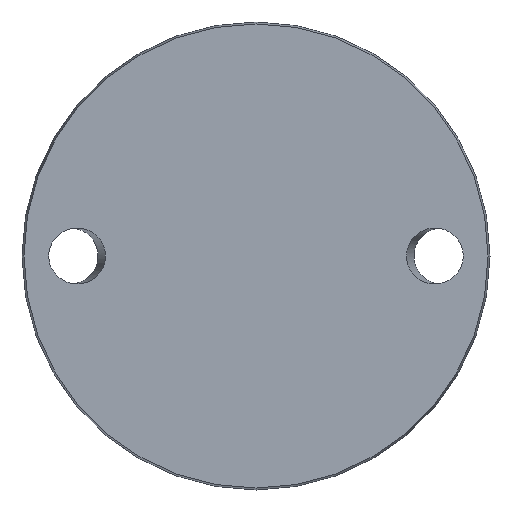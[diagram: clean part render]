
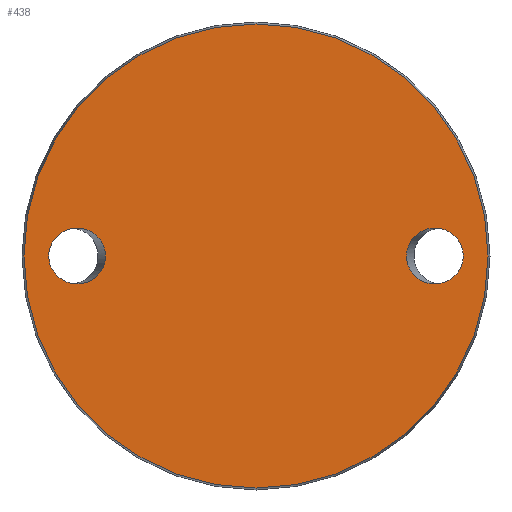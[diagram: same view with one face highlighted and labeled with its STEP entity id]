
A CAD part, front view. The second image highlights one B-rep face of the part: STEP entity #438.
In plain terms, the highlighted planar face has unit normal (0, -1, 0).
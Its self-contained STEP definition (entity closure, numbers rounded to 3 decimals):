
#8 = DIRECTION ( 'NONE',  ( 0., 0., -1. ) ) ;
#28 = EDGE_LOOP ( 'NONE', ( #962 ) ) ;
#34 =( BOUNDED_CURVE ( )  B_SPLINE_CURVE ( 3, ( #919, #618, #549, #83, #854, #164, #539 ),
 .UNSPECIFIED., .T., .T. ) 
 B_SPLINE_CURVE_WITH_KNOTS ( ( 4, 3, 4 ),
 ( 0., 3.142, 6.283 ),
 .UNSPECIFIED. ) 
 CURVE ( )  GEOMETRIC_REPRESENTATION_ITEM ( )  RATIONAL_B_SPLINE_CURVE ( ( 1., 0.333, 0.333, 1., 0.333, 0.333, 1. ) ) 
 REPRESENTATION_ITEM ( '' )  );
#45 = CARTESIAN_POINT ( 'NONE',  ( 0., 0., -68.425 ) ) ;
#67 = CARTESIAN_POINT ( 'NONE',  ( 61.115, 0., -16.5 ) ) ;
#83 = CARTESIAN_POINT ( 'NONE',  ( -44.385, 0., 0. ) ) ;
#91 = CARTESIAN_POINT ( 'NONE',  ( 0., 0., 0. ) ) ;
#109 = AXIS2_PLACEMENT_3D ( 'NONE', #217, #548, #389 ) ;
#116 = VERTEX_POINT ( 'NONE', #192 ) ;
#128 = EDGE_CURVE ( 'NONE', #480, #480, #685, .T. ) ;
#164 = CARTESIAN_POINT ( 'NONE',  ( -61.115, 0., -16.5 ) ) ;
#192 = CARTESIAN_POINT ( 'NONE',  ( -61.115, 0., 0. ) ) ;
#217 = CARTESIAN_POINT ( 'NONE',  ( -68.425, 0., 0. ) ) ;
#222 = CARTESIAN_POINT ( 'NONE',  ( 44.385, 0., 0. ) ) ;
#233 = PLANE ( 'NONE',  #109 ) ;
#238 = EDGE_CURVE ( 'NONE', #116, #116, #34, .T. ) ;
#240 = CARTESIAN_POINT ( 'NONE',  ( 44.385, 0., 0. ) ) ;
#319 = FACE_BOUND ( 'NONE', #28, .T. ) ;
#329 = CIRCLE ( 'NONE', #485, 68.425 ) ;
#365 = EDGE_LOOP ( 'NONE', ( #739 ) ) ;
#378 = FACE_OUTER_BOUND ( 'NONE', #365, .T. ) ;
#384 = CARTESIAN_POINT ( 'NONE',  ( 61.115, 0., 0. ) ) ;
#389 = DIRECTION ( 'NONE',  ( 0., 0., 1. ) ) ;
#438 = ADVANCED_FACE ( 'NONE', ( #319, #922, #378 ), #233, .F. ) ;
#480 = VERTEX_POINT ( 'NONE', #240 ) ;
#485 = AXIS2_PLACEMENT_3D ( 'NONE', #91, #703, #8 ) ;
#539 = CARTESIAN_POINT ( 'NONE',  ( -61.115, 0., 0. ) ) ;
#548 = DIRECTION ( 'NONE',  ( 0., 1., 0. ) ) ;
#549 = CARTESIAN_POINT ( 'NONE',  ( -44.385, 0., 16.5 ) ) ;
#585 = VERTEX_POINT ( 'NONE', #45 ) ;
#592 = EDGE_CURVE ( 'NONE', #585, #585, #329, .T. ) ;
#603 = CARTESIAN_POINT ( 'NONE',  ( 61.115, 0., 16.5 ) ) ;
#618 = CARTESIAN_POINT ( 'NONE',  ( -61.115, 0., 16.5 ) ) ;
#635 = ORIENTED_EDGE ( 'NONE', *, *, #128, .F. ) ;
#680 = CARTESIAN_POINT ( 'NONE',  ( 44.385, 0., 0. ) ) ;
#685 =( BOUNDED_CURVE ( )  B_SPLINE_CURVE ( 3, ( #222, #912, #67, #384, #603, #845, #680 ),
 .UNSPECIFIED., .T., .T. ) 
 B_SPLINE_CURVE_WITH_KNOTS ( ( 4, 3, 4 ),
 ( 0., 3.142, 6.283 ),
 .UNSPECIFIED. ) 
 CURVE ( )  GEOMETRIC_REPRESENTATION_ITEM ( )  RATIONAL_B_SPLINE_CURVE ( ( 1., 0.333, 0.333, 1., 0.333, 0.333, 1. ) ) 
 REPRESENTATION_ITEM ( '' )  );
#703 = DIRECTION ( 'NONE',  ( 0., -1., 0. ) ) ;
#739 = ORIENTED_EDGE ( 'NONE', *, *, #592, .T. ) ;
#761 = EDGE_LOOP ( 'NONE', ( #635 ) ) ;
#845 = CARTESIAN_POINT ( 'NONE',  ( 44.385, 0., 16.5 ) ) ;
#854 = CARTESIAN_POINT ( 'NONE',  ( -44.385, 0., -16.5 ) ) ;
#912 = CARTESIAN_POINT ( 'NONE',  ( 44.385, 0., -16.5 ) ) ;
#919 = CARTESIAN_POINT ( 'NONE',  ( -61.115, 0., 0. ) ) ;
#922 = FACE_BOUND ( 'NONE', #761, .T. ) ;
#962 = ORIENTED_EDGE ( 'NONE', *, *, #238, .T. ) ;
